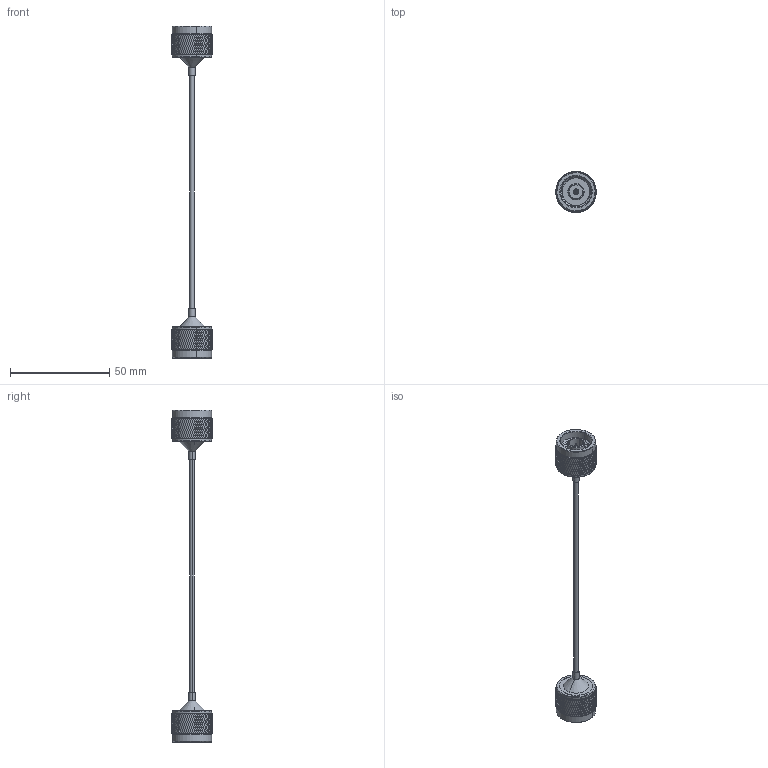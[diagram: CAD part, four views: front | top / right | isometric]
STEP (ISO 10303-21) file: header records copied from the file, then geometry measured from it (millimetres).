
FILE_DESCRIPTION (( 'STEP AP203' ), '1' );
FILE_NAME ('PE3963.step', '2018-09-05T14:42:01', ( '' ), ( '' ), 'SwSTEP 2.0', 'SolidWorks 2017', '' );
FILE_SCHEMA (( 'CONFIG_CONTROL_DESIGN' ));
Length unit declared in the file: inch
Products named in the file (3): PE4222; Coax Cable_PE-SR405FL; PE3963
Assembly tree (3 placements, depth 2):
  PE3963
    Coax Cable_PE-SR405FL
    PE4222  x2
Bounding box: 20.32 x 20.32 x 167.13 mm (x, y, z)
Volume: 7680 mm3; surface area: 7378 mm2
Topology: 3 solids, 3 shells, 5424 faces, 11342 edges, 5942 vertices
Faces by surface type: bspline 4326, cylinder 1032, cone 38, plane 24, torus 4
Entity records: 103201 total; most frequent: CARTESIAN_POINT 69043, ORIENTED_EDGE 11348, EDGE_CURVE 5674, VERTEX_POINT 2973, EDGE_LOOP 2723, FACE_OUTER_BOUND 2714, ADVANCED_FACE 2714, B_SPLINE_CURVE_WITH_KNOTS 2529
